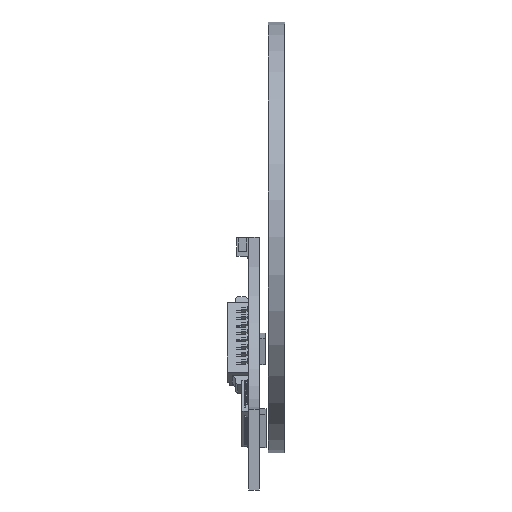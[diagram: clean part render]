
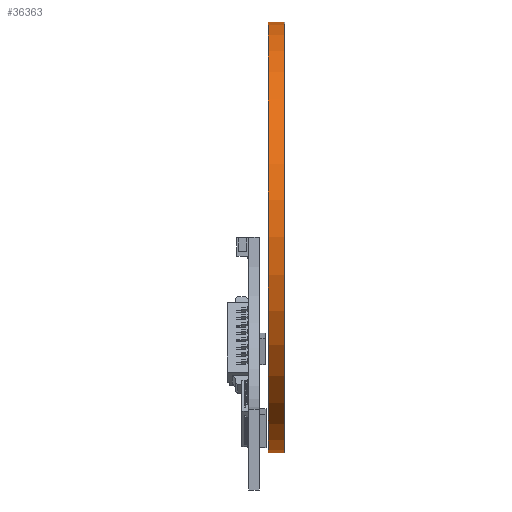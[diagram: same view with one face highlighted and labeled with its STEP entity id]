
A CAD part, left-side view. The second image highlights one B-rep face of the part: STEP entity #36363.
In plain terms, the highlighted cylindrical face has radius 32 mm (diameter 64 mm), a partial arc.
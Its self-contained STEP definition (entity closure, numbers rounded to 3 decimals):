
#376 = CARTESIAN_POINT ( 'NONE',  ( 0., 1.85, 0. ) ) ;
#542 = DIRECTION ( 'NONE',  ( 0., 0., 1. ) ) ;
#954 = EDGE_CURVE ( 'NONE', #15646, #44454, #37110, .T. ) ;
#1018 = AXIS2_PLACEMENT_3D ( 'NONE', #27573, #45375, #41990 ) ;
#1375 = LINE ( 'NONE', #7700, #28615 ) ;
#5123 = EDGE_LOOP ( 'NONE', ( #26195, #13136, #20172, #18800 ) ) ;
#7700 = CARTESIAN_POINT ( 'NONE',  ( 0., 1.85, 32. ) ) ;
#8862 = FACE_OUTER_BOUND ( 'NONE', #5123, .T. ) ;
#8897 = AXIS2_PLACEMENT_3D ( 'NONE', #11450, #15079, #43557 ) ;
#8905 = DIRECTION ( 'NONE',  ( 0., -1., 0. ) ) ;
#11000 = CARTESIAN_POINT ( 'NONE',  ( 0., 1.85, -32. ) ) ;
#11450 = CARTESIAN_POINT ( 'NONE',  ( 0., 1.85, 0. ) ) ;
#12179 = VERTEX_POINT ( 'NONE', #30301 ) ;
#13136 = ORIENTED_EDGE ( 'NONE', *, *, #36528, .T. ) ;
#15079 = DIRECTION ( 'NONE',  ( 0., 1., 0. ) ) ;
#15646 = VERTEX_POINT ( 'NONE', #36002 ) ;
#15833 = CARTESIAN_POINT ( 'NONE',  ( 0., 1.85, -32. ) ) ;
#18800 = ORIENTED_EDGE ( 'NONE', *, *, #22344, .F. ) ;
#18893 = EDGE_CURVE ( 'NONE', #29956, #12179, #35835, .T. ) ;
#19619 = AXIS2_PLACEMENT_3D ( 'NONE', #376, #22028, #542 ) ;
#20172 = ORIENTED_EDGE ( 'NONE', *, *, #954, .T. ) ;
#22028 = DIRECTION ( 'NONE',  ( 0., -1., 0. ) ) ;
#22344 = EDGE_CURVE ( 'NONE', #12179, #44454, #1375, .T. ) ;
#23751 = CARTESIAN_POINT ( 'NONE',  ( 0., -0.55, 32. ) ) ;
#26195 = ORIENTED_EDGE ( 'NONE', *, *, #18893, .F. ) ;
#27573 = CARTESIAN_POINT ( 'NONE',  ( 0., -0.55, 0. ) ) ;
#28615 = VECTOR ( 'NONE', #42952, 1000. ) ;
#29956 = VERTEX_POINT ( 'NONE', #11000 ) ;
#30301 = CARTESIAN_POINT ( 'NONE',  ( 0., 1.85, 32. ) ) ;
#34951 = VECTOR ( 'NONE', #8905, 1000. ) ;
#35835 = CIRCLE ( 'NONE', #8897, 32. ) ;
#36002 = CARTESIAN_POINT ( 'NONE',  ( 0., -0.55, -32. ) ) ;
#36363 = ADVANCED_FACE ( 'NONE', ( #8862 ), #40528, .T. ) ;
#36528 = EDGE_CURVE ( 'NONE', #29956, #15646, #45451, .T. ) ;
#37110 = CIRCLE ( 'NONE', #1018, 32. ) ;
#40528 = CYLINDRICAL_SURFACE ( 'NONE', #19619, 32. ) ;
#41990 = DIRECTION ( 'NONE',  ( 0., 0., 1. ) ) ;
#42952 = DIRECTION ( 'NONE',  ( 0., -1., 0. ) ) ;
#43557 = DIRECTION ( 'NONE',  ( 0., 0., -1. ) ) ;
#44454 = VERTEX_POINT ( 'NONE', #23751 ) ;
#45375 = DIRECTION ( 'NONE',  ( 0., 1., 0. ) ) ;
#45451 = LINE ( 'NONE', #15833, #34951 ) ;
